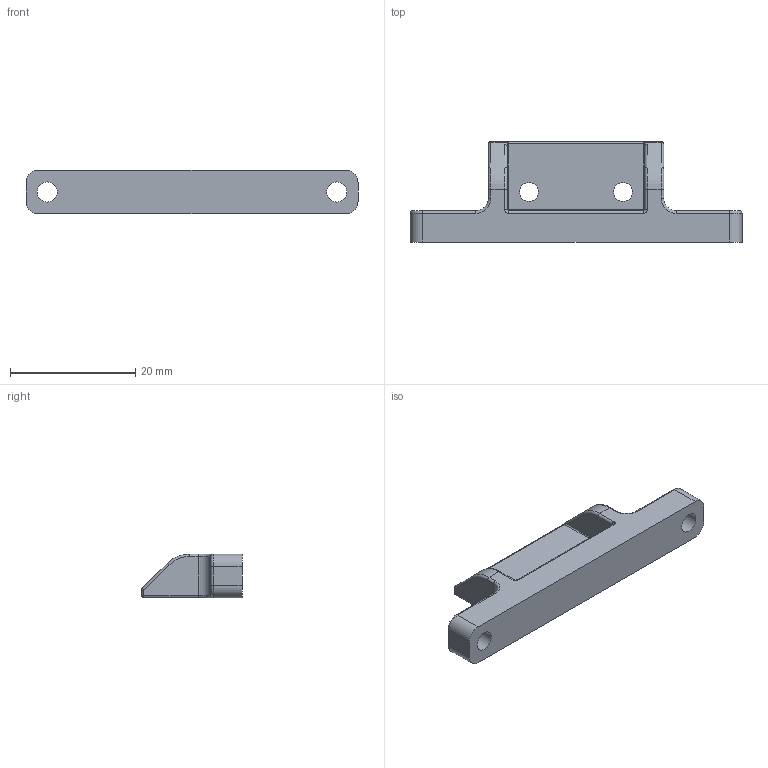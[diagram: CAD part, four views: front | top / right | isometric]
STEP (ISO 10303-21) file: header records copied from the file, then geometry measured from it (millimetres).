
FILE_DESCRIPTION(/* description */ (''),/* implementation_level */ '2;1');
FILE_NAME(/* name */ 'ADXL345 Mount v1.step',/* time_stamp */ '2022-01-03T23:13:11+00:00',/* author */ (''),/* organization */ (''),/* preprocessor_version */ 'ST-DEVELOPER v18.1',/* originating_system */ 'Autodesk Translation Framework v10.10.0.1391',/* authorisation */ '');
FILE_SCHEMA (('AUTOMOTIVE_DESIGN { 1 0 10303 214 3 1 1 }'));
Length unit declared in the file: millimetre
Products named in the file (1): ADXL345 Mount
Bounding box: 53 x 16 x 7 mm (x, y, z)
Volume: 2473.4 mm3; surface area: 2147.6 mm2
Topology: 1 solids, 1 shells, 82 faces, 190 edges, 110 vertices
Faces by surface type: cylinder 40, torus 16, plane 16, bspline 8, sphere 2
Full cylindrical faces by diameter (mm): 3 x2, 3.2 x2
Entity records: 2501 total; most frequent: CARTESIAN_POINT 549, DIRECTION 442, ORIENTED_EDGE 380, EDGE_CURVE 190, AXIS2_PLACEMENT_3D 181, VERTEX_POINT 110, CIRCLE 98, EDGE_LOOP 90
